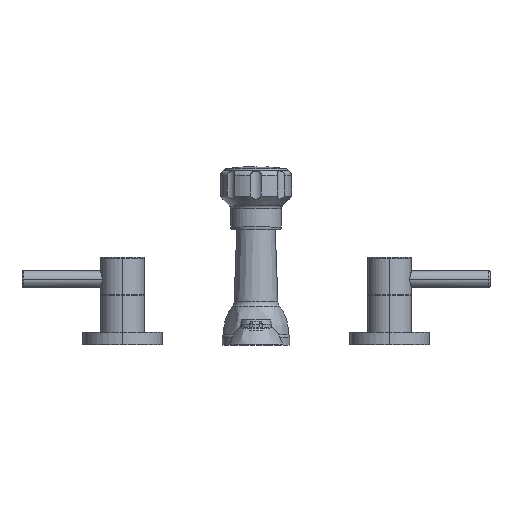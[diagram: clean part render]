
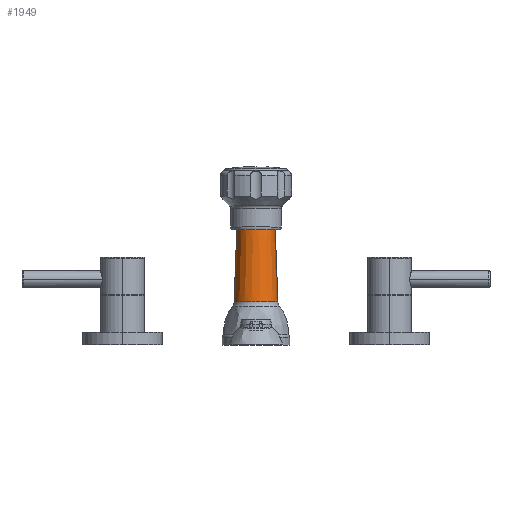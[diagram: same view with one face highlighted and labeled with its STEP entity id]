
A CAD part, top view. The second image highlights one B-rep face of the part: STEP entity #1949.
In plain terms, the highlighted conical face has half-angle 2.15 degrees and reference radius 15.652 mm.
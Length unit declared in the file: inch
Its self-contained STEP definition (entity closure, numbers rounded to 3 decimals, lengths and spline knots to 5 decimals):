
#1194=CARTESIAN_POINT('',(0.,3.468,-9.));
#1195=DIRECTION('',(0.,-1.,0.));
#1196=DIRECTION('',(1.,0.,0.));
#1197=AXIS2_PLACEMENT_3D('',#1194,#1195,#1196);
#1204=DIRECTION('',(0.038,0.999,0.));
#1205=VECTOR('',#1204,2.16618);
#1206=CARTESIAN_POINT('',(-0.65687,1.30334,
-9.));
#1207=LINE('',#1206,#1205);
#1208=DIRECTION('',(-0.038,0.999,0.));
#1209=VECTOR('',#1208,2.16618);
#1210=CARTESIAN_POINT('',(0.65687,1.30334,
-9.));
#1211=LINE('',#1210,#1209);
#1227=CARTESIAN_POINT('',(0.,1.30334,-9.));
#1228=DIRECTION('',(0.,-1.,0.));
#1229=DIRECTION('',(1.,0.,0.));
#1230=AXIS2_PLACEMENT_3D('',#1227,#1228,#1229);
#1322=CARTESIAN_POINT('',(-0.65687,1.30334,-9.));
#1323=CARTESIAN_POINT('',(0.65687,1.30334,-9.));
#1324=VERTEX_POINT('',#1322);
#1325=VERTEX_POINT('',#1323);
#1416=CARTESIAN_POINT('',(0.57559,3.468,-9.));
#1417=CARTESIAN_POINT('',(-0.57559,3.468,-9.));
#1418=VERTEX_POINT('',#1416);
#1419=VERTEX_POINT('',#1417);
#1935=CARTESIAN_POINT('',(0.,2.38567,-9.));
#1936=DIRECTION('',(0.,-1.,0.));
#1937=DIRECTION('',(-1.,0.,0.));
#1938=AXIS2_PLACEMENT_3D('',#1935,#1936,#1937);
#1939=CONICAL_SURFACE('',#1938,0.61623,2.15);
#1940=ORIENTED_EDGE('',*,*,#1928,.F.);
#1942=ORIENTED_EDGE('',*,*,#1941,.F.);
#1944=ORIENTED_EDGE('',*,*,#1943,.T.);
#1946=ORIENTED_EDGE('',*,*,#1945,.T.);
#1947=EDGE_LOOP('',(#1940,#1942,#1944,#1946));
#1948=FACE_OUTER_BOUND('',#1947,.F.);
#1949=ADVANCED_FACE('',(#1948),#1939,.T.);
#1198=CIRCLE('',#1197,0.57559);
#1231=CIRCLE('',#1230,0.65687);
#1928=EDGE_CURVE('',#1418,#1419,#1198,.T.);
#1941=EDGE_CURVE('',#1325,#1418,#1211,.T.);
#1943=EDGE_CURVE('',#1325,#1324,#1231,.T.);
#1945=EDGE_CURVE('',#1324,#1419,#1207,.T.);
